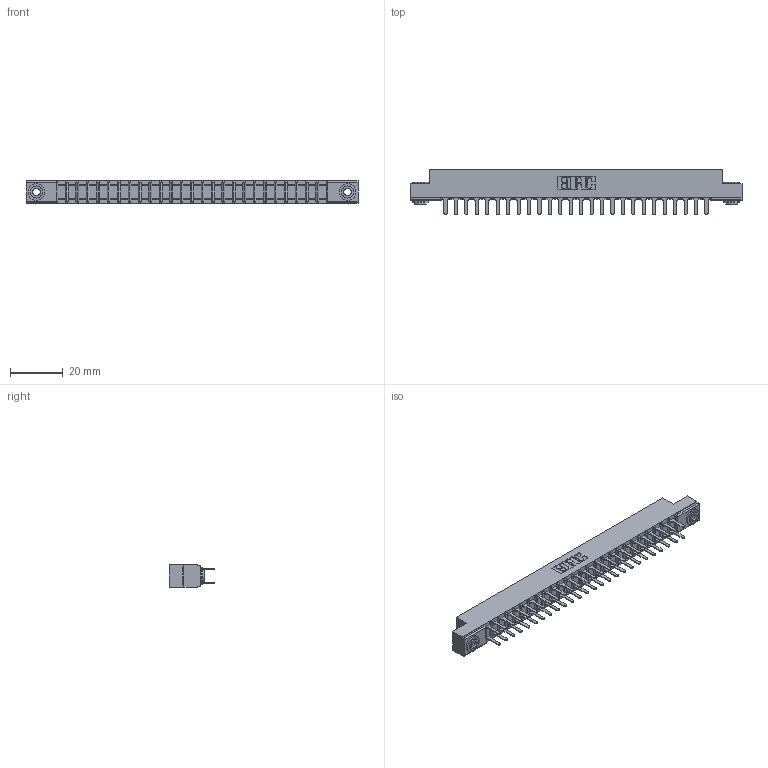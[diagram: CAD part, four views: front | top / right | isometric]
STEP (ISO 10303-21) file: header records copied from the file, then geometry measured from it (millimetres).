
FILE_DESCRIPTION (( 'STEP AP203' ), '1' );
FILE_NAME ('357-052-420-203.STEP', '2020-10-04T06:39:03', ( '' ), ( '' ), 'SwSTEP 2.0', 'SolidWorks 2020', '' );
FILE_SCHEMA (( 'CONFIG_CONTROL_DESIGN' ));
Length unit declared in the file: inch
Products named in the file (4): 307-290-001_520; 307 Part_.156 Dia Mounting Holes; 357-052-420-203; 345-250-002_345-250-002-102
Assembly tree (55 placements, depth 2):
  357-052-420-203
    307 Part_.156 Dia Mounting Holes
    307-290-001_520  x52
    345-250-002_345-250-002-102  x2
Bounding box: 126.03 x 17.42 x 8.71 mm (x, y, z)
Volume: 8283 mm3; surface area: 15228.4 mm2
Topology: 55 solids, 55 shells, 2589 faces, 7195 edges, 4650 vertices
Faces by surface type: plane 1706, cylinder 821, sphere 54, cone 8
Entity records: 26127 total; most frequent: CARTESIAN_POINT 4259, ORIENTED_EDGE 4210, DIRECTION 4193, EDGE_CURVE 2105, VECTOR 1601, LINE 1601, VERTEX_POINT 1362, AXIS2_PLACEMENT_3D 1296
